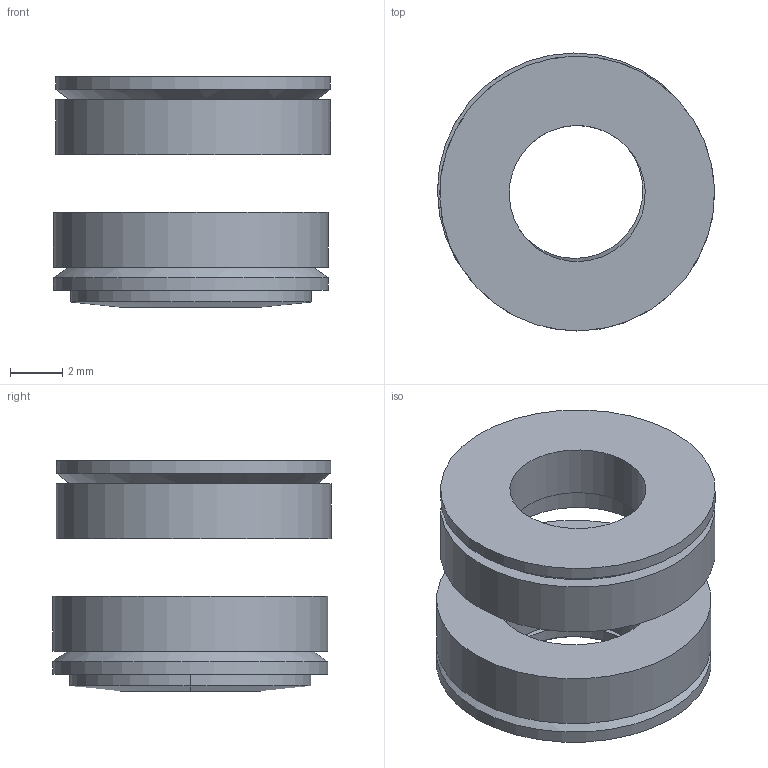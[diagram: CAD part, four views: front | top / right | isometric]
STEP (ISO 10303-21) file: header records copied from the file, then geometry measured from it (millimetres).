
FILE_DESCRIPTION (( 'STEP AP214' ), '1' );
FILE_NAME ('0186-0211_220610_PLF01-12.STEP', '2022-06-10T14:41:03', ( '' ), ( '' ), 'SwSTEP 2.0', 'SolidWorks 2021', '' );
FILE_SCHEMA (( 'AUTOMOTIVE_DESIGN' ));
Length unit declared in the file: millimetre
Products named in the file (4): 0160-0799_Kugelscheibe_M5x10.5x2.0_Stahl_Schwartz; 0160-0798_Kegelpfanne M5x10 x2.1_Stahl_Schwartz; 0160-0802_Tell.scheibe_M5_10x5.2x0.5_Schwartz; 0186-0211_220610_PLF01-12
Assembly tree (5 placements, depth 2):
  0186-0211_220610_PLF01-12
    0160-0802_Tell.scheibe_M5_10x5.2x0.5_Schwartz
    0160-0798_Kegelpfanne M5x10 x2.1_Stahl_Schwartz  x2
    0160-0799_Kugelscheibe_M5x10.5x2.0_Stahl_Schwartz  x2
Bounding box: 10.59 x 10.63 x 8.8 mm (x, y, z)
Volume: 390.4 mm3; surface area: 916.8 mm2
Topology: 5 solids, 5 shells, 27 faces, 46 edges, 28 vertices
Faces by surface type: cylinder 12, plane 7, cone 6, sphere 2
Full cylindrical faces by diameter (mm): 5.2 x2, 6 x2, 10.5 x4
Entity records: 604 total; most frequent: CARTESIAN_POINT 96, DIRECTION 90, ORIENTED_EDGE 54, AXIS2_PLACEMENT_3D 45, EDGE_LOOP 28, EDGE_CURVE 27, FACE_OUTER_BOUND 23, CIRCLE 19
